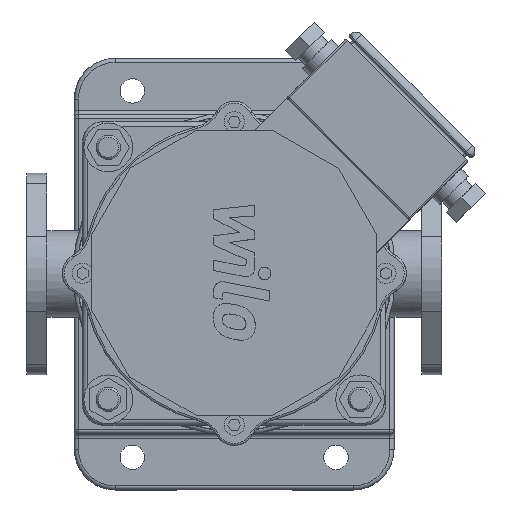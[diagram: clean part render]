
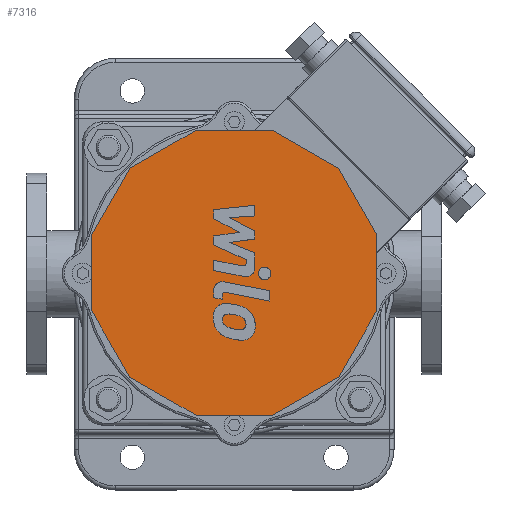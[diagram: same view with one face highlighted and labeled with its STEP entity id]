
A CAD part, top view. The second image highlights one B-rep face of the part: STEP entity #7316.
In plain terms, the highlighted planar face has unit normal (0, 0, 1).
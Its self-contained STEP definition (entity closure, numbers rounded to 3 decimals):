
#395=LINE('',#12442,#1003);
#399=LINE('',#12449,#1007);
#401=LINE('',#12453,#1009);
#475=LINE('',#13207,#1083);
#476=LINE('',#13209,#1084);
#477=LINE('',#13211,#1085);
#478=LINE('',#13213,#1086);
#479=LINE('',#13215,#1087);
#480=LINE('',#13216,#1088);
#481=LINE('',#13218,#1089);
#482=LINE('',#13220,#1090);
#483=LINE('',#13221,#1091);
#1003=VECTOR('',#9380,10.);
#1007=VECTOR('',#9386,10.);
#1009=VECTOR('',#9390,10.);
#1083=VECTOR('',#9832,10.);
#1084=VECTOR('',#9833,10.);
#1085=VECTOR('',#9834,10.);
#1086=VECTOR('',#9835,10.);
#1087=VECTOR('',#9836,10.);
#1088=VECTOR('',#9837,10.);
#1089=VECTOR('',#9838,10.);
#1090=VECTOR('',#9839,10.);
#1091=VECTOR('',#9840,10.);
#2010=FACE_OUTER_BOUND('',#2550,.T.);
#2550=EDGE_LOOP('',(#6176,#6177,#6178,#6179,#6180,#6181,#6182,#6183,#6184,
#6185,#6186,#6187));
#3410=VERTEX_POINT('',#12439);
#3411=VERTEX_POINT('',#12441);
#3413=VERTEX_POINT('',#12447);
#3414=VERTEX_POINT('',#12451);
#3545=VERTEX_POINT('',#13205);
#3546=VERTEX_POINT('',#13206);
#3547=VERTEX_POINT('',#13208);
#3548=VERTEX_POINT('',#13210);
#3549=VERTEX_POINT('',#13212);
#3550=VERTEX_POINT('',#13214);
#3551=VERTEX_POINT('',#13217);
#3552=VERTEX_POINT('',#13219);
#4257=EDGE_CURVE('',#3410,#3411,#395,.T.);
#4261=EDGE_CURVE('',#3413,#3410,#399,.T.);
#4263=EDGE_CURVE('',#3414,#3413,#401,.T.);
#4467=EDGE_CURVE('',#3545,#3546,#475,.T.);
#4468=EDGE_CURVE('',#3547,#3545,#476,.T.);
#4469=EDGE_CURVE('',#3548,#3547,#477,.T.);
#4470=EDGE_CURVE('',#3549,#3548,#478,.T.);
#4471=EDGE_CURVE('',#3550,#3549,#479,.T.);
#4472=EDGE_CURVE('',#3411,#3550,#480,.T.);
#4473=EDGE_CURVE('',#3551,#3414,#481,.T.);
#4474=EDGE_CURVE('',#3552,#3551,#482,.T.);
#4475=EDGE_CURVE('',#3546,#3552,#483,.T.);
#6176=ORIENTED_EDGE('',*,*,#4467,.F.);
#6177=ORIENTED_EDGE('',*,*,#4468,.F.);
#6178=ORIENTED_EDGE('',*,*,#4469,.F.);
#6179=ORIENTED_EDGE('',*,*,#4470,.F.);
#6180=ORIENTED_EDGE('',*,*,#4471,.F.);
#6181=ORIENTED_EDGE('',*,*,#4472,.F.);
#6182=ORIENTED_EDGE('',*,*,#4257,.F.);
#6183=ORIENTED_EDGE('',*,*,#4261,.F.);
#6184=ORIENTED_EDGE('',*,*,#4263,.F.);
#6185=ORIENTED_EDGE('',*,*,#4473,.F.);
#6186=ORIENTED_EDGE('',*,*,#4474,.F.);
#6187=ORIENTED_EDGE('',*,*,#4475,.F.);
#6885=PLANE('',#8064);
#7316=ADVANCED_FACE('',(#2010),#6885,.T.);
#8064=AXIS2_PLACEMENT_3D('',#13204,#9830,#9831);
#9380=DIRECTION('',(0.,-1.,0.));
#9386=DIRECTION('',(0.5,-0.866,0.));
#9390=DIRECTION('',(0.866,-0.5,0.));
#9830=DIRECTION('center_axis',(0.,0.,1.));
#9831=DIRECTION('ref_axis',(1.,0.,0.));
#9832=DIRECTION('',(0.,1.,0.));
#9833=DIRECTION('',(-0.5,0.866,0.));
#9834=DIRECTION('',(-0.866,0.5,0.));
#9835=DIRECTION('',(-1.,0.,0.));
#9836=DIRECTION('',(-0.866,-0.5,0.));
#9837=DIRECTION('',(-0.5,-0.866,0.));
#9838=DIRECTION('',(1.,0.,0.));
#9839=DIRECTION('',(0.866,0.5,0.));
#9840=DIRECTION('',(0.5,0.866,0.));
#12439=CARTESIAN_POINT('',(70.,18.756,398.));
#12441=CARTESIAN_POINT('',(70.,-18.756,398.));
#12442=CARTESIAN_POINT('',(70.,18.756,398.));
#12447=CARTESIAN_POINT('',(51.244,51.244,398.));
#12449=CARTESIAN_POINT('',(51.244,51.244,398.));
#12451=CARTESIAN_POINT('',(18.756,70.,398.));
#12453=CARTESIAN_POINT('',(18.756,70.,398.));
#13204=CARTESIAN_POINT('Origin',(0.,0.,
398.));
#13205=CARTESIAN_POINT('',(-70.,-18.756,398.));
#13206=CARTESIAN_POINT('',(-70.,18.756,398.));
#13207=CARTESIAN_POINT('',(-70.,-18.756,398.));
#13208=CARTESIAN_POINT('',(-51.244,-51.244,398.));
#13209=CARTESIAN_POINT('',(-51.244,-51.244,398.));
#13210=CARTESIAN_POINT('',(-18.756,-70.,398.));
#13211=CARTESIAN_POINT('',(-18.756,-70.,398.));
#13212=CARTESIAN_POINT('',(18.756,-70.,398.));
#13213=CARTESIAN_POINT('',(18.756,-70.,398.));
#13214=CARTESIAN_POINT('',(51.244,-51.244,398.));
#13215=CARTESIAN_POINT('',(51.244,-51.244,398.));
#13216=CARTESIAN_POINT('',(70.,-18.756,398.));
#13217=CARTESIAN_POINT('',(-18.756,70.,398.));
#13218=CARTESIAN_POINT('',(-18.756,70.,398.));
#13219=CARTESIAN_POINT('',(-51.244,51.244,398.));
#13220=CARTESIAN_POINT('',(-51.244,51.244,398.));
#13221=CARTESIAN_POINT('',(-70.,18.756,398.));
